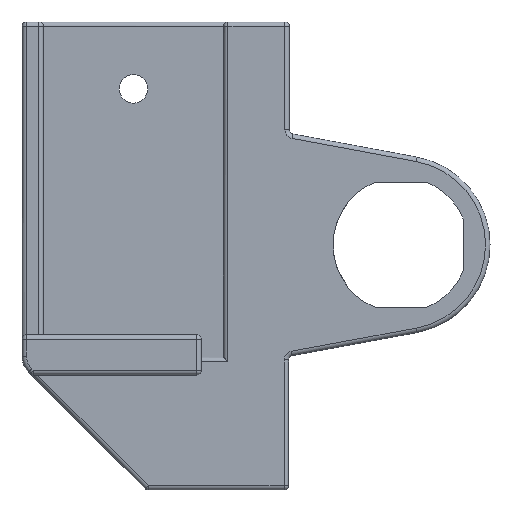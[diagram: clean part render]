
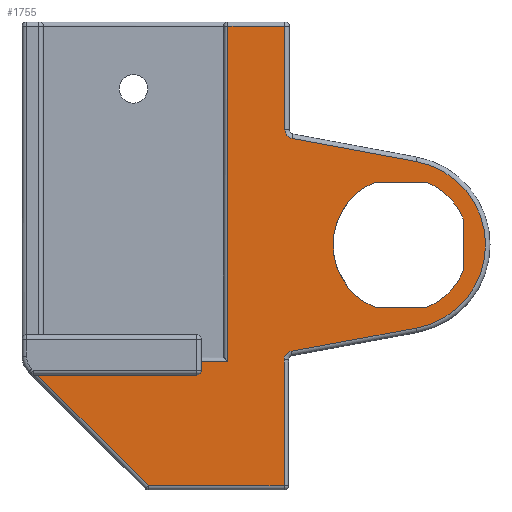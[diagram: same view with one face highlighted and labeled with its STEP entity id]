
A CAD part, left-side view. The second image highlights one B-rep face of the part: STEP entity #1755.
In plain terms, the highlighted planar face has unit normal (-1, 0, 0).
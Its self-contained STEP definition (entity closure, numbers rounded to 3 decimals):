
#44=FACE_BOUND('',#650,.T.);
#80=PLANE('',#1962);
#119=LINE('',#2626,#260);
#122=LINE('',#2635,#263);
#125=LINE('',#2660,#266);
#127=LINE('',#2670,#268);
#129=LINE('',#2673,#270);
#132=LINE('',#2679,#273);
#168=LINE('',#2815,#309);
#171=LINE('',#2828,#312);
#174=LINE('',#2838,#315);
#196=LINE('',#2898,#337);
#230=LINE('',#3036,#371);
#231=LINE('',#3042,#372);
#232=LINE('',#3046,#373);
#233=LINE('',#3049,#374);
#260=VECTOR('',#2057,10.);
#263=VECTOR('',#2064,10.);
#266=VECTOR('',#2093,10.);
#268=VECTOR('',#2105,10.);
#270=VECTOR('',#2109,10.);
#273=VECTOR('',#2114,10.);
#309=VECTOR('',#2268,10.);
#312=VECTOR('',#2281,10.);
#315=VECTOR('',#2294,10.);
#337=VECTOR('',#2352,10.);
#371=VECTOR('',#2452,10.);
#372=VECTOR('',#2457,10.);
#373=VECTOR('',#2460,10.);
#374=VECTOR('',#2463,10.);
#532=FACE_OUTER_BOUND('',#649,.T.);
#649=EDGE_LOOP('',(#1530,#1531,#1532,#1533,#1534,#1535,#1536,#1537,#1538,
#1539,#1540,#1541,#1542,#1543,#1544));
#650=EDGE_LOOP('',(#1545,#1546,#1547,#1548,#1549,#1550));
#695=CIRCLE('',#1808,2.);
#699=CIRCLE('',#1813,2.);
#738=CIRCLE('',#1896,1.);
#741=CIRCLE('',#1908,19.);
#757=CIRCLE('',#1963,15.2);
#758=CIRCLE('',#1964,15.2);
#759=CIRCLE('',#1965,15.2);
#778=VERTEX_POINT('',#2604);
#779=VERTEX_POINT('',#2606);
#782=VERTEX_POINT('',#2613);
#783=VERTEX_POINT('',#2615);
#786=VERTEX_POINT('',#2622);
#789=VERTEX_POINT('',#2632);
#790=VERTEX_POINT('',#2634);
#792=VERTEX_POINT('',#2639);
#799=VERTEX_POINT('',#2656);
#802=VERTEX_POINT('',#2666);
#804=VERTEX_POINT('',#2678);
#841=VERTEX_POINT('',#2800);
#842=VERTEX_POINT('',#2801);
#850=VERTEX_POINT('',#2826);
#852=VERTEX_POINT('',#2832);
#901=VERTEX_POINT('',#3038);
#902=VERTEX_POINT('',#3039);
#903=VERTEX_POINT('',#3041);
#904=VERTEX_POINT('',#3043);
#905=VERTEX_POINT('',#3045);
#906=VERTEX_POINT('',#3047);
#930=EDGE_CURVE('',#778,#779,#695,.T.);
#934=EDGE_CURVE('',#782,#783,#699,.T.);
#939=EDGE_CURVE('',#779,#786,#119,.T.);
#943=EDGE_CURVE('',#789,#790,#122,.T.);
#955=EDGE_CURVE('',#786,#799,#125,.T.);
#960=EDGE_CURVE('',#790,#802,#127,.T.);
#962=EDGE_CURVE('',#802,#792,#129,.T.);
#965=EDGE_CURVE('',#799,#804,#132,.T.);
#1027=EDGE_CURVE('',#841,#842,#738,.F.);
#1035=EDGE_CURVE('',#792,#782,#168,.T.);
#1041=EDGE_CURVE('',#850,#778,#171,.T.);
#1044=EDGE_CURVE('',#852,#850,#741,.T.);
#1047=EDGE_CURVE('',#783,#852,#174,.T.);
#1077=EDGE_CURVE('',#789,#842,#196,.T.);
#1126=EDGE_CURVE('',#841,#804,#230,.T.);
#1127=EDGE_CURVE('',#901,#902,#757,.F.);
#1128=EDGE_CURVE('',#903,#902,#231,.T.);
#1129=EDGE_CURVE('',#903,#904,#758,.F.);
#1130=EDGE_CURVE('',#905,#904,#232,.T.);
#1131=EDGE_CURVE('',#905,#906,#759,.F.);
#1132=EDGE_CURVE('',#901,#906,#233,.T.);
#1530=ORIENTED_EDGE('',*,*,#943,.F.);
#1531=ORIENTED_EDGE('',*,*,#1077,.T.);
#1532=ORIENTED_EDGE('',*,*,#1027,.F.);
#1533=ORIENTED_EDGE('',*,*,#1126,.T.);
#1534=ORIENTED_EDGE('',*,*,#965,.F.);
#1535=ORIENTED_EDGE('',*,*,#955,.F.);
#1536=ORIENTED_EDGE('',*,*,#939,.F.);
#1537=ORIENTED_EDGE('',*,*,#930,.F.);
#1538=ORIENTED_EDGE('',*,*,#1041,.F.);
#1539=ORIENTED_EDGE('',*,*,#1044,.F.);
#1540=ORIENTED_EDGE('',*,*,#1047,.F.);
#1541=ORIENTED_EDGE('',*,*,#934,.F.);
#1542=ORIENTED_EDGE('',*,*,#1035,.F.);
#1543=ORIENTED_EDGE('',*,*,#962,.F.);
#1544=ORIENTED_EDGE('',*,*,#960,.F.);
#1545=ORIENTED_EDGE('',*,*,#1127,.T.);
#1546=ORIENTED_EDGE('',*,*,#1128,.F.);
#1547=ORIENTED_EDGE('',*,*,#1129,.T.);
#1548=ORIENTED_EDGE('',*,*,#1130,.F.);
#1549=ORIENTED_EDGE('',*,*,#1131,.T.);
#1550=ORIENTED_EDGE('',*,*,#1132,.F.);
#1755=ADVANCED_FACE('',(#532,#44),#80,.F.);
#1808=AXIS2_PLACEMENT_3D('',#2607,#2033,#2034);
#1813=AXIS2_PLACEMENT_3D('',#2616,#2043,#2044);
#1896=AXIS2_PLACEMENT_3D('',#2802,#2253,#2254);
#1908=AXIS2_PLACEMENT_3D('',#2834,#2287,#2288);
#1962=AXIS2_PLACEMENT_3D('',#3037,#2453,#2454);
#1963=AXIS2_PLACEMENT_3D('',#3040,#2455,#2456);
#1964=AXIS2_PLACEMENT_3D('',#3044,#2458,#2459);
#1965=AXIS2_PLACEMENT_3D('',#3048,#2461,#2462);
#2033=DIRECTION('center_axis',(-1.,0.,0.));
#2034=DIRECTION('ref_axis',(0.,0.769,0.64));
#2043=DIRECTION('center_axis',(-1.,0.,0.));
#2044=DIRECTION('ref_axis',(0.,0.769,-0.639));
#2057=DIRECTION('',(0.,0.,-1.));
#2064=DIRECTION('',(0.,-1.,0.));
#2093=DIRECTION('',(0.,1.,0.));
#2105=DIRECTION('',(0.,0.,1.));
#2109=DIRECTION('',(0.,-1.,0.));
#2114=DIRECTION('',(0.,0.707,0.707));
#2253=DIRECTION('center_axis',(1.,0.,0.));
#2254=DIRECTION('ref_axis',(0.,-0.707,-0.707));
#2268=DIRECTION('',(0.,0.,-1.));
#2281=DIRECTION('',(0.,0.983,-0.182));
#2287=DIRECTION('center_axis',(1.,0.,0.));
#2288=DIRECTION('ref_axis',(0.,-1.,-0.001));
#2294=DIRECTION('',(0.,-0.983,-0.183));
#2352=DIRECTION('',(0.,0.,-1.));
#2452=DIRECTION('',(0.,1.,0.));
#2453=DIRECTION('center_axis',(1.,0.,0.));
#2454=DIRECTION('ref_axis',(0.,0.,-1.));
#2455=DIRECTION('center_axis',(-1.,0.,0.));
#2456=DIRECTION('ref_axis',(0.,-1.,0.));
#2457=DIRECTION('',(0.,1.,0.));
#2458=DIRECTION('center_axis',(-1.,0.,0.));
#2459=DIRECTION('ref_axis',(0.,-1.,0.));
#2460=DIRECTION('',(0.,0.,1.));
#2461=DIRECTION('center_axis',(-1.,0.,0.));
#2462=DIRECTION('ref_axis',(0.,-1.,0.));
#2463=DIRECTION('',(0.,-1.,0.));
#2604=CARTESIAN_POINT('',(-17.,24.564,411.866));
#2606=CARTESIAN_POINT('',(-17.,26.2,409.899));
#2607=CARTESIAN_POINT('Origin',(-17.,24.2,409.899));
#2613=CARTESIAN_POINT('',(-17.,26.023,461.562));
#2615=CARTESIAN_POINT('',(-17.,24.389,459.596));
#2616=CARTESIAN_POINT('Origin',(-17.,24.023,461.562));
#2622=CARTESIAN_POINT('',(-17.,26.2,381.731));
#2626=CARTESIAN_POINT('',(-17.,26.2,406.981));
#2632=CARTESIAN_POINT('',(-17.,44.8,409.531));
#2634=CARTESIAN_POINT('',(-17.,38.8,409.531));
#2635=CARTESIAN_POINT('',(-17.,36.15,409.531));
#2639=CARTESIAN_POINT('',(-17.,26.023,484.731));
#2656=CARTESIAN_POINT('',(-17.,56.657,381.731));
#2660=CARTESIAN_POINT('',(-17.,44.786,381.731));
#2666=CARTESIAN_POINT('',(-17.,38.8,484.731));
#2670=CARTESIAN_POINT('',(-17.,38.8,459.481));
#2673=CARTESIAN_POINT('',(-17.,33.75,484.731));
#2678=CARTESIAN_POINT('',(-17.,81.457,406.531));
#2679=CARTESIAN_POINT('',(-17.,76.578,401.653));
#2800=CARTESIAN_POINT('',(-17.,45.8,406.531));
#2801=CARTESIAN_POINT('',(-17.,44.8,407.531));
#2802=CARTESIAN_POINT('Origin',(-17.,45.8,407.531));
#2815=CARTESIAN_POINT('',(-17.,26.023,451.981));
#2826=CARTESIAN_POINT('',(-17.,-3.455,417.048));
#2828=CARTESIAN_POINT('',(-17.,26.899,411.434));
#2832=CARTESIAN_POINT('',(-17.,-3.476,454.41));
#2834=CARTESIAN_POINT('Origin',(-17.,0.,435.731));
#2838=CARTESIAN_POINT('',(-17.,12.005,457.291));
#2898=CARTESIAN_POINT('',(-17.,44.8,419.881));
#3036=CARTESIAN_POINT('',(-17.,57.686,406.531));
#3037=CARTESIAN_POINT('Origin',(-17.,32.5,433.231));
#3038=CARTESIAN_POINT('',(-17.,5.78,421.673));
#3039=CARTESIAN_POINT('',(-17.,5.78,449.789));
#3040=CARTESIAN_POINT('Origin',(-17.,0.,435.731));
#3041=CARTESIAN_POINT('',(-17.,-5.78,449.789));
#3042=CARTESIAN_POINT('',(-17.,0.535,449.789));
#3043=CARTESIAN_POINT('',(-17.,-14.058,441.511));
#3044=CARTESIAN_POINT('Origin',(-17.,0.,435.731));
#3045=CARTESIAN_POINT('',(-17.,-14.058,429.951));
#3046=CARTESIAN_POINT('',(-17.,-14.058,438.621));
#3047=CARTESIAN_POINT('',(-17.,-5.78,421.673));
#3048=CARTESIAN_POINT('Origin',(-17.,0.,435.731));
#3049=CARTESIAN_POINT('',(-17.,-5.245,421.673));
